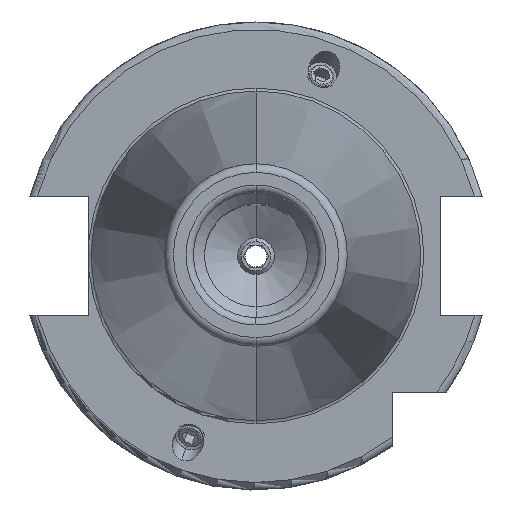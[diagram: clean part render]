
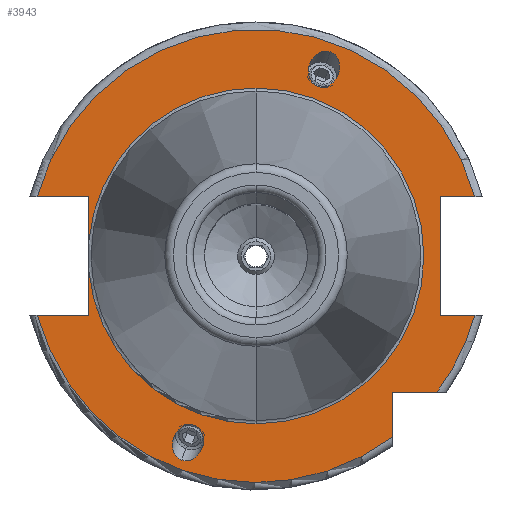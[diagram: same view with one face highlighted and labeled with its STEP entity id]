
A CAD part, top view. The second image highlights one B-rep face of the part: STEP entity #3943.
In plain terms, the highlighted planar face has unit normal (0, 0, 1).
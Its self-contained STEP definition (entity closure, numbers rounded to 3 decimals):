
#963=CARTESIAN_POINT('',(0,0,15.9));
#964=DIRECTION('',(0,0,1));
#965=DIRECTION('',(0.965,0.262,0));
#966=AXIS2_PLACEMENT_3D('',#963,#964,#965);
#1014=CARTESIAN_POINT('',(0,0,15.9));
#1015=DIRECTION('',(0,0,1));
#1016=DIRECTION('',(-0.965,-0.262,0));
#1017=AXIS2_PLACEMENT_3D('',#1014,#1015,#1016);
#1030=DIRECTION('',(1,0,0));
#1031=VECTOR('',#1030,7.004);
#1032=CARTESIAN_POINT('',(-29.704,-8.05,15.9));
#1033=LINE('',#1032,#1031);
#1034=DIRECTION('',(0,1,0));
#1035=VECTOR('',#1034,5.917);
#1036=CARTESIAN_POINT('',(-22.7,-8.05,15.9));
#1037=LINE('',#1036,#1035);
#1038=DIRECTION('',(0,1,0));
#1039=VECTOR('',#1038,5.917);
#1040=CARTESIAN_POINT('',(-22.7,2.133,15.9));
#1041=LINE('',#1040,#1039);
#1042=DIRECTION('',(1,0,0));
#1043=VECTOR('',#1042,7.004);
#1044=CARTESIAN_POINT('',(-29.704,8.05,15.9));
#1045=LINE('',#1044,#1043);
#1046=DIRECTION('',(-1,0,0));
#1047=VECTOR('',#1046,4.704);
#1048=CARTESIAN_POINT('',(29.704,8.05,15.9));
#1049=LINE('',#1048,#1047);
#1050=DIRECTION('',(0,-1,0));
#1051=VECTOR('',#1050,16.1);
#1052=CARTESIAN_POINT('',(25,8.05,15.9));
#1053=LINE('',#1052,#1051);
#1054=DIRECTION('',(-1,0,0));
#1055=VECTOR('',#1054,4.704);
#1056=CARTESIAN_POINT('',(29.704,-8.05,15.9));
#1057=LINE('',#1056,#1055);
#1058=CARTESIAN_POINT('',(0,0,15.9));
#1059=DIRECTION('',(0,0,1));
#1060=DIRECTION('',(0.799,-0.601,0));
#1061=AXIS2_PLACEMENT_3D('',#1058,#1059,#1060);
#1063=DIRECTION('',(-1,0,0));
#1064=VECTOR('',#1063,6.094);
#1065=CARTESIAN_POINT('',(24.594,-18.5,15.9));
#1066=LINE('',#1065,#1064);
#1067=DIRECTION('',(0,1,0));
#1068=VECTOR('',#1067,6.094);
#1069=CARTESIAN_POINT('',(18.5,-24.594,15.9));
#1070=LINE('',#1069,#1068);
#1071=CARTESIAN_POINT('',(10.09,27.723,15.9));
#1072=CARTESIAN_POINT('',(9.863,27.806,15.9));
#1073=CARTESIAN_POINT('',(9.337,27.884,15.9));
#1074=CARTESIAN_POINT('',(8.455,27.594,15.9));
#1075=CARTESIAN_POINT('',(7.834,27.033,15.9));
#1076=CARTESIAN_POINT('',(7.483,26.49,15.9));
#1077=CARTESIAN_POINT('',(7.298,26.077,15.9));
#1078=CARTESIAN_POINT('',(7.174,25.641,15.9));
#1079=CARTESIAN_POINT('',(7.094,25.,15.9));
#1080=CARTESIAN_POINT('',(7.208,24.17,15.9));
#1081=CARTESIAN_POINT('',(7.698,23.381,15.9));
#1082=CARTESIAN_POINT('',(8.152,23.103,15.9));
#1083=CARTESIAN_POINT('',(8.379,23.02,15.9));
#1085=CARTESIAN_POINT('',(8.379,23.02,15.9));
#1086=CARTESIAN_POINT('',(8.606,22.937,15.9));
#1087=CARTESIAN_POINT('',(9.133,22.859,15.9));
#1088=CARTESIAN_POINT('',(10.014,23.149,15.9));
#1089=CARTESIAN_POINT('',(10.635,23.711,15.9));
#1090=CARTESIAN_POINT('',(10.986,24.253,15.9));
#1091=CARTESIAN_POINT('',(11.171,24.667,15.9));
#1092=CARTESIAN_POINT('',(11.295,25.103,15.9));
#1093=CARTESIAN_POINT('',(11.375,25.744,15.9));
#1094=CARTESIAN_POINT('',(11.261,26.573,15.9));
#1095=CARTESIAN_POINT('',(10.771,27.362,15.9));
#1096=CARTESIAN_POINT('',(10.318,27.641,15.9));
#1097=CARTESIAN_POINT('',(10.09,27.723,15.9));
#1099=CARTESIAN_POINT('',(-10.09,-27.723,15.9));
#1100=CARTESIAN_POINT('',(-10.318,-27.641,15.9));
#1101=CARTESIAN_POINT('',(-10.771,-27.362,15.9));
#1102=CARTESIAN_POINT('',(-11.261,-26.573,15.9));
#1103=CARTESIAN_POINT('',(-11.375,-25.744,15.9));
#1104=CARTESIAN_POINT('',(-11.295,-25.103,15.9));
#1105=CARTESIAN_POINT('',(-11.171,-24.667,15.9));
#1106=CARTESIAN_POINT('',(-10.986,-24.253,15.9));
#1107=CARTESIAN_POINT('',(-10.635,-23.711,15.9));
#1108=CARTESIAN_POINT('',(-10.014,-23.149,15.9));
#1109=CARTESIAN_POINT('',(-9.133,-22.859,15.9));
#1110=CARTESIAN_POINT('',(-8.606,-22.937,15.9));
#1111=CARTESIAN_POINT('',(-8.379,-23.02,15.9));
#1113=CARTESIAN_POINT('',(-8.379,-23.02,15.9));
#1114=CARTESIAN_POINT('',(-8.152,-23.103,15.9));
#1115=CARTESIAN_POINT('',(-7.698,-23.381,15.9));
#1116=CARTESIAN_POINT('',(-7.208,-24.17,15.9));
#1117=CARTESIAN_POINT('',(-7.094,-25.,15.9));
#1118=CARTESIAN_POINT('',(-7.174,-25.641,15.9));
#1119=CARTESIAN_POINT('',(-7.298,-26.077,15.9));
#1120=CARTESIAN_POINT('',(-7.483,-26.49,15.9));
#1121=CARTESIAN_POINT('',(-7.834,-27.033,15.9));
#1122=CARTESIAN_POINT('',(-8.455,-27.594,15.9));
#1123=CARTESIAN_POINT('',(-9.337,-27.884,15.9));
#1124=CARTESIAN_POINT('',(-9.863,-27.806,15.9));
#1125=CARTESIAN_POINT('',(-10.09,-27.723,15.9));
#1137=CARTESIAN_POINT('',(0,0,15.9));
#1138=DIRECTION('',(0,0,1));
#1139=DIRECTION('',(0,1,0));
#1140=AXIS2_PLACEMENT_3D('',#1137,#1138,#1139);
#1152=CARTESIAN_POINT('',(0,0,15.9));
#1153=DIRECTION('',(0,0,1));
#1154=DIRECTION('',(-0.996,-0.094,0));
#1155=AXIS2_PLACEMENT_3D('',#1152,#1153,#1154);
#1157=CARTESIAN_POINT('',(0,0,15.9));
#1158=DIRECTION('',(0,0,-1));
#1159=DIRECTION('',(0,1,0));
#1160=AXIS2_PLACEMENT_3D('',#1157,#1158,#1159);
#2563=CARTESIAN_POINT('',(0,22.8,15.9));
#2565=VERTEX_POINT('',#2563);
#2585=CARTESIAN_POINT('',(0,-22.8,15.9));
#2587=VERTEX_POINT('',#2585);
#2733=CARTESIAN_POINT('',(-29.704,-8.05,15.9));
#2734=CARTESIAN_POINT('',(-22.7,-8.05,15.9));
#2735=VERTEX_POINT('',#2733);
#2736=VERTEX_POINT('',#2734);
#2737=CARTESIAN_POINT('',(-22.7,-2.133,15.9));
#2738=VERTEX_POINT('',#2737);
#2739=CARTESIAN_POINT('',(-22.7,2.133,15.9));
#2740=CARTESIAN_POINT('',(-22.7,8.05,15.9));
#2741=VERTEX_POINT('',#2739);
#2742=VERTEX_POINT('',#2740);
#2743=CARTESIAN_POINT('',(-29.704,8.05,15.9));
#2744=VERTEX_POINT('',#2743);
#2745=CARTESIAN_POINT('',(25,8.05,15.9));
#2746=CARTESIAN_POINT('',(25,-8.05,15.9));
#2747=VERTEX_POINT('',#2745);
#2748=VERTEX_POINT('',#2746);
#2749=CARTESIAN_POINT('',(29.704,-8.05,15.9));
#2750=VERTEX_POINT('',#2749);
#2751=CARTESIAN_POINT('',(29.704,8.05,15.9));
#2752=VERTEX_POINT('',#2751);
#2753=CARTESIAN_POINT('',(18.5,-24.594,15.9));
#2754=CARTESIAN_POINT('',(18.5,-18.5,15.9));
#2755=VERTEX_POINT('',#2753);
#2756=VERTEX_POINT('',#2754);
#2757=CARTESIAN_POINT('',(24.594,-18.5,15.9));
#2758=VERTEX_POINT('',#2757);
#2847=VERTEX_POINT('',#1071);
#2848=VERTEX_POINT('',#1083);
#2904=CARTESIAN_POINT('',(-10.09,-27.723,15.9));
#2906=VERTEX_POINT('',#2904);
#2911=CARTESIAN_POINT('',(-8.379,-23.02,15.9));
#2912=VERTEX_POINT('',#2911);
#3904=CARTESIAN_POINT('',(0,0,15.9));
#3905=DIRECTION('',(0,0,-1));
#3906=DIRECTION('',(0,-1,0));
#3907=AXIS2_PLACEMENT_3D('',#3904,#3905,#3906);
#3908=PLANE('',#3907);
#3909=ORIENTED_EDGE('',*,*,#3191,.T.);
#3910=ORIENTED_EDGE('',*,*,#3229,.T.);
#3912=ORIENTED_EDGE('',*,*,#3911,.T.);
#3914=ORIENTED_EDGE('',*,*,#3913,.F.);
#3916=ORIENTED_EDGE('',*,*,#3915,.T.);
#3917=ORIENTED_EDGE('',*,*,#3225,.T.);
#3918=ORIENTED_EDGE('',*,*,#3262,.F.);
#3919=ORIENTED_EDGE('',*,*,#3882,.F.);
#3921=ORIENTED_EDGE('',*,*,#3920,.T.);
#3923=ORIENTED_EDGE('',*,*,#3922,.T.);
#3924=ORIENTED_EDGE('',*,*,#3141,.F.);
#3925=ORIENTED_EDGE('',*,*,#3872,.F.);
#3926=ORIENTED_EDGE('',*,*,#3315,.T.);
#3927=ORIENTED_EDGE('',*,*,#3366,.F.);
#3928=ORIENTED_EDGE('',*,*,#3898,.F.);
#3929=EDGE_LOOP('',(#3909,#3910,#3912,#3914,#3916,#3917,#3918,#3919,#3921,#3923,
#3924,#3925,#3926,#3927,#3928));
#3930=FACE_OUTER_BOUND('',#3929,.F.);
#3932=ORIENTED_EDGE('',*,*,#3931,.T.);
#3934=ORIENTED_EDGE('',*,*,#3933,.T.);
#3935=EDGE_LOOP('',(#3932,#3934));
#3936=FACE_BOUND('',#3935,.F.);
#3938=ORIENTED_EDGE('',*,*,#3937,.F.);
#3940=ORIENTED_EDGE('',*,*,#3939,.F.);
#3941=EDGE_LOOP('',(#3938,#3940));
#3942=FACE_BOUND('',#3941,.F.);
#3943=ADVANCED_FACE('',(#3930,#3936,#3942),#3908,.F.);
#967=CIRCLE('',#966,30.775);
#1018=CIRCLE('',#1017,30.775);
#1062=CIRCLE('',#1061,30.775);
#1084=B_SPLINE_CURVE_WITH_KNOTS('',3,(#1071,#1072,#1073,#1074,#1075,#1076,#1077,
#1078,#1079,#1080,#1081,#1082,#1083),.UNSPECIFIED.,.F.,.F.,(4,1,1,1,1,1,1,1,1,1,
4),(0,0.125,0.25,0.375,0.438,0.5,0.563,0.625,0.75,0.875,
1.0),.UNSPECIFIED.);
#1098=B_SPLINE_CURVE_WITH_KNOTS('',3,(#1085,#1086,#1087,#1088,#1089,#1090,#1091,
#1092,#1093,#1094,#1095,#1096,#1097),.UNSPECIFIED.,.F.,.F.,(4,1,1,1,1,1,1,1,1,1,
4),(0,0.125,0.25,0.375,0.438,0.5,0.563,0.625,0.75,0.875,
1.0),.UNSPECIFIED.);
#1112=B_SPLINE_CURVE_WITH_KNOTS('',3,(#1099,#1100,#1101,#1102,#1103,#1104,#1105,
#1106,#1107,#1108,#1109,#1110,#1111),.UNSPECIFIED.,.F.,.F.,(4,1,1,1,1,1,1,1,1,1,
4),(0,0.125,0.25,0.375,0.438,0.5,0.563,0.625,0.75,0.875,
1.0),.UNSPECIFIED.);
#1126=B_SPLINE_CURVE_WITH_KNOTS('',3,(#1113,#1114,#1115,#1116,#1117,#1118,#1119,
#1120,#1121,#1122,#1123,#1124,#1125),.UNSPECIFIED.,.F.,.F.,(4,1,1,1,1,1,1,1,1,1,
4),(0,0.125,0.25,0.375,0.438,0.5,0.563,0.625,0.75,0.875,
1.0),.UNSPECIFIED.);
#1141=CIRCLE('',#1140,22.8);
#1156=CIRCLE('',#1155,22.8);
#1161=CIRCLE('',#1160,22.8);
#3141=EDGE_CURVE('',#2750,#2748,#1057,.T.);
#3191=EDGE_CURVE('',#2735,#2736,#1033,.T.);
#3225=EDGE_CURVE('',#2741,#2742,#1041,.T.);
#3229=EDGE_CURVE('',#2736,#2738,#1037,.T.);
#3262=EDGE_CURVE('',#2744,#2742,#1045,.T.);
#3315=EDGE_CURVE('',#2758,#2756,#1066,.T.);
#3366=EDGE_CURVE('',#2755,#2756,#1070,.T.);
#3872=EDGE_CURVE('',#2758,#2750,#1062,.T.);
#3882=EDGE_CURVE('',#2752,#2744,#967,.T.);
#3898=EDGE_CURVE('',#2735,#2755,#1018,.T.);
#3911=EDGE_CURVE('',#2738,#2587,#1156,.T.);
#3913=EDGE_CURVE('',#2565,#2587,#1161,.T.);
#3915=EDGE_CURVE('',#2565,#2741,#1141,.T.);
#3920=EDGE_CURVE('',#2752,#2747,#1049,.T.);
#3922=EDGE_CURVE('',#2747,#2748,#1053,.T.);
#3931=EDGE_CURVE('',#2847,#2848,#1084,.T.);
#3933=EDGE_CURVE('',#2848,#2847,#1098,.T.);
#3937=EDGE_CURVE('',#2906,#2912,#1112,.T.);
#3939=EDGE_CURVE('',#2912,#2906,#1126,.T.);
